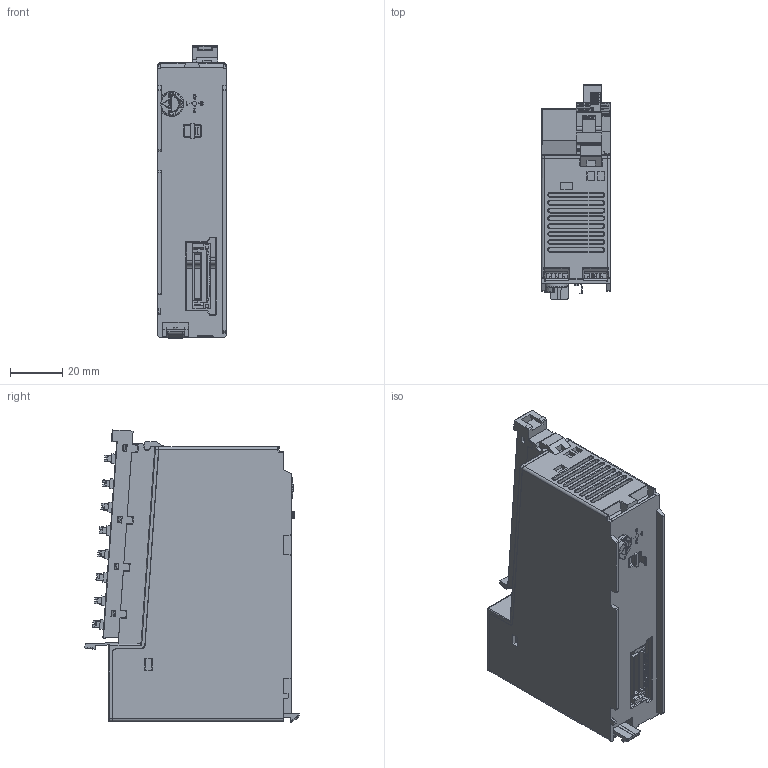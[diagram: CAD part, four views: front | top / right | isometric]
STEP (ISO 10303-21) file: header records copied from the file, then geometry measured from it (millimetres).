
FILE_DESCRIPTION((''),'2;1');
FILE_NAME('PSUPART','2025-01-03T14:22:37',('athul.vasudevan'),(''),'CREO PARAMETRIC BY PTC INC, 2023352','CREO PARAMETRIC BY PTC INC, 2023352','');
FILE_SCHEMA(('CONFIG_CONTROL_DESIGN'));
Products named in the file (1): PSUPART
Bounding box: 26.4 x 82.02 x 111.79 mm (x, y, z)
Surface area: 37179.9 mm2 (no closed solid volume)
Topology: 0 solids, 30 shells, 1528 faces, 6238 edges, 4573 vertices
Faces by surface type: plane 946, cylinder 373, cone 81, torus 59, bspline 45, extrusion 13, sphere 11
Entity records: 69663 total; most frequent: CARTESIAN_POINT 20129, ORIENTED_EDGE 9664, DIRECTION 9436, EDGE_CURVE 6224, VERTEX_POINT 4573, VECTOR 4568, LINE 4555, AXIS2_PLACEMENT_3D 2434
